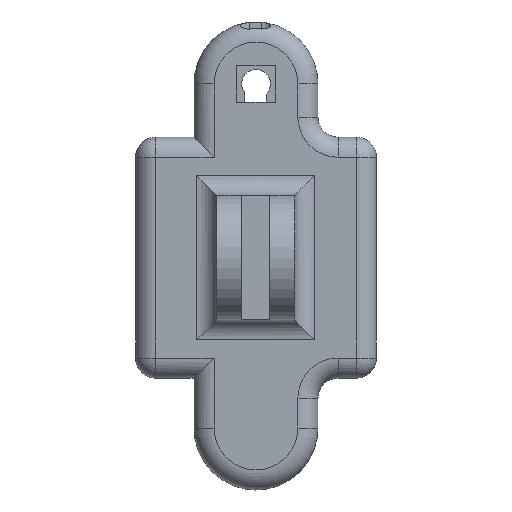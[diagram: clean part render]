
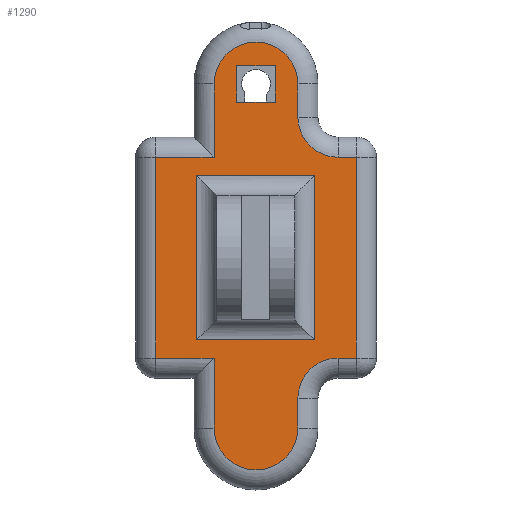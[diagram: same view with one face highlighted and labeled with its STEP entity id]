
A CAD part, front view. The second image highlights one B-rep face of the part: STEP entity #1290.
In plain terms, the highlighted planar face has unit normal (0, -1, 0).
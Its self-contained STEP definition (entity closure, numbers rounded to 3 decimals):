
#26=FACE_BOUND('',#252,.T.);
#27=FACE_BOUND('',#253,.T.);
#101=CIRCLE('',#1396,5.216);
#102=CIRCLE('',#1397,5.);
#103=CIRCLE('',#1398,5.);
#104=CIRCLE('',#1399,5.216);
#171=FACE_OUTER_BOUND('',#251,.T.);
#251=EDGE_LOOP('',(#991,#992,#993,#994,#995,#996,#997,#998,#999,#1000,#1001,
#1002,#1003,#1004));
#252=EDGE_LOOP('',(#1005,#1006,#1007,#1008));
#253=EDGE_LOOP('',(#1009,#1010,#1011,#1012));
#337=LINE('',#2115,#455);
#340=LINE('',#2120,#458);
#342=LINE('',#2124,#460);
#351=LINE('',#2142,#469);
#371=LINE('',#2188,#489);
#372=LINE('',#2192,#490);
#373=LINE('',#2196,#491);
#374=LINE('',#2198,#492);
#375=LINE('',#2200,#493);
#376=LINE('',#2204,#494);
#377=LINE('',#2208,#495);
#378=LINE('',#2210,#496);
#379=LINE('',#2212,#497);
#380=LINE('',#2213,#498);
#381=LINE('',#2216,#499);
#382=LINE('',#2218,#500);
#383=LINE('',#2220,#501);
#384=LINE('',#2221,#502);
#455=VECTOR('',#1581,10.);
#458=VECTOR('',#1586,10.);
#460=VECTOR('',#1590,10.);
#469=VECTOR('',#1609,10.);
#489=VECTOR('',#1643,10.);
#490=VECTOR('',#1646,10.);
#491=VECTOR('',#1649,10.);
#492=VECTOR('',#1650,10.);
#493=VECTOR('',#1651,10.);
#494=VECTOR('',#1654,10.);
#495=VECTOR('',#1657,10.);
#496=VECTOR('',#1658,10.);
#497=VECTOR('',#1659,10.);
#498=VECTOR('',#1660,10.);
#499=VECTOR('',#1661,10.);
#500=VECTOR('',#1662,10.);
#501=VECTOR('',#1663,10.);
#502=VECTOR('',#1664,10.);
#578=VERTEX_POINT('',#2113);
#579=VERTEX_POINT('',#2114);
#580=VERTEX_POINT('',#2119);
#581=VERTEX_POINT('',#2123);
#603=VERTEX_POINT('',#2186);
#604=VERTEX_POINT('',#2187);
#605=VERTEX_POINT('',#2189);
#606=VERTEX_POINT('',#2191);
#607=VERTEX_POINT('',#2193);
#608=VERTEX_POINT('',#2195);
#609=VERTEX_POINT('',#2197);
#610=VERTEX_POINT('',#2199);
#611=VERTEX_POINT('',#2201);
#612=VERTEX_POINT('',#2203);
#613=VERTEX_POINT('',#2205);
#614=VERTEX_POINT('',#2207);
#615=VERTEX_POINT('',#2209);
#616=VERTEX_POINT('',#2211);
#617=VERTEX_POINT('',#2214);
#618=VERTEX_POINT('',#2215);
#619=VERTEX_POINT('',#2217);
#620=VERTEX_POINT('',#2219);
#710=EDGE_CURVE('',#578,#579,#337,.T.);
#713=EDGE_CURVE('',#580,#578,#340,.T.);
#715=EDGE_CURVE('',#581,#580,#342,.T.);
#725=EDGE_CURVE('',#579,#581,#351,.T.);
#747=EDGE_CURVE('',#603,#604,#371,.T.);
#748=EDGE_CURVE('',#605,#603,#101,.T.);
#749=EDGE_CURVE('',#606,#605,#372,.T.);
#750=EDGE_CURVE('',#607,#606,#102,.T.);
#751=EDGE_CURVE('',#608,#607,#373,.T.);
#752=EDGE_CURVE('',#609,#608,#374,.T.);
#753=EDGE_CURVE('',#610,#609,#375,.T.);
#754=EDGE_CURVE('',#611,#610,#103,.T.);
#755=EDGE_CURVE('',#612,#611,#376,.T.);
#756=EDGE_CURVE('',#613,#612,#104,.T.);
#757=EDGE_CURVE('',#614,#613,#377,.T.);
#758=EDGE_CURVE('',#615,#614,#378,.T.);
#759=EDGE_CURVE('',#616,#615,#379,.T.);
#760=EDGE_CURVE('',#604,#616,#380,.T.);
#761=EDGE_CURVE('',#617,#618,#381,.T.);
#762=EDGE_CURVE('',#619,#617,#382,.T.);
#763=EDGE_CURVE('',#620,#619,#383,.T.);
#764=EDGE_CURVE('',#618,#620,#384,.T.);
#991=ORIENTED_EDGE('',*,*,#747,.F.);
#992=ORIENTED_EDGE('',*,*,#748,.F.);
#993=ORIENTED_EDGE('',*,*,#749,.F.);
#994=ORIENTED_EDGE('',*,*,#750,.F.);
#995=ORIENTED_EDGE('',*,*,#751,.F.);
#996=ORIENTED_EDGE('',*,*,#752,.F.);
#997=ORIENTED_EDGE('',*,*,#753,.F.);
#998=ORIENTED_EDGE('',*,*,#754,.F.);
#999=ORIENTED_EDGE('',*,*,#755,.F.);
#1000=ORIENTED_EDGE('',*,*,#756,.F.);
#1001=ORIENTED_EDGE('',*,*,#757,.F.);
#1002=ORIENTED_EDGE('',*,*,#758,.F.);
#1003=ORIENTED_EDGE('',*,*,#759,.F.);
#1004=ORIENTED_EDGE('',*,*,#760,.F.);
#1005=ORIENTED_EDGE('',*,*,#710,.T.);
#1006=ORIENTED_EDGE('',*,*,#725,.T.);
#1007=ORIENTED_EDGE('',*,*,#715,.T.);
#1008=ORIENTED_EDGE('',*,*,#713,.T.);
#1009=ORIENTED_EDGE('',*,*,#761,.F.);
#1010=ORIENTED_EDGE('',*,*,#762,.F.);
#1011=ORIENTED_EDGE('',*,*,#763,.F.);
#1012=ORIENTED_EDGE('',*,*,#764,.F.);
#1247=PLANE('',#1395);
#1290=ADVANCED_FACE('',(#171,#26,#27),#1247,.T.);
#1395=AXIS2_PLACEMENT_3D('',#2185,#1641,#1642);
#1396=AXIS2_PLACEMENT_3D('',#2190,#1644,#1645);
#1397=AXIS2_PLACEMENT_3D('',#2194,#1647,#1648);
#1398=AXIS2_PLACEMENT_3D('',#2202,#1652,#1653);
#1399=AXIS2_PLACEMENT_3D('',#2206,#1655,#1656);
#1581=DIRECTION('',(0.,0.,-1.));
#1586=DIRECTION('',(1.,0.,0.));
#1590=DIRECTION('',(0.,0.,1.));
#1609=DIRECTION('',(-1.,0.,0.));
#1641=DIRECTION('center_axis',(0.,-1.,0.));
#1642=DIRECTION('ref_axis',(1.,0.,0.));
#1643=DIRECTION('',(0.,0.,1.));
#1644=DIRECTION('center_axis',(0.,1.,0.));
#1645=DIRECTION('ref_axis',(0.,0.,
-1.));
#1646=DIRECTION('',(0.,0.,-1.));
#1647=DIRECTION('center_axis',(0.,-1.,0.));
#1648=DIRECTION('ref_axis',(-0.707,0.,0.707));
#1649=DIRECTION('',(-1.,0.,0.));
#1650=DIRECTION('',(0.,0.,-1.));
#1651=DIRECTION('',(1.,0.,0.));
#1652=DIRECTION('center_axis',(0.,-1.,0.));
#1653=DIRECTION('ref_axis',(-0.707,0.,-0.707));
#1654=DIRECTION('',(0.,0.,-1.));
#1655=DIRECTION('center_axis',(0.,1.,0.));
#1656=DIRECTION('ref_axis',(0.,0.,1.));
#1657=DIRECTION('',(0.,0.,1.));
#1658=DIRECTION('',(1.,0.,0.));
#1659=DIRECTION('',(0.,0.,1.));
#1660=DIRECTION('',(-1.,0.,0.));
#1661=DIRECTION('',(1.,0.,0.));
#1662=DIRECTION('',(0.,0.,-1.));
#1663=DIRECTION('',(-1.,0.,0.));
#1664=DIRECTION('',(0.,0.,1.));
#2113=CARTESIAN_POINT('',(2.459,-6.,23.878));
#2114=CARTESIAN_POINT('',(2.459,-6.,19.378));
#2115=CARTESIAN_POINT('',(2.459,-6.,11.939));
#2119=CARTESIAN_POINT('',(-2.341,-6.,23.878));
#2120=CARTESIAN_POINT('',(-1.17,-6.,23.878));
#2123=CARTESIAN_POINT('',(-2.341,-6.,19.378));
#2124=CARTESIAN_POINT('',(-2.341,-6.,9.689));
#2142=CARTESIAN_POINT('',(1.23,-6.,19.378));
#2185=CARTESIAN_POINT('Origin',(0.,-6.,0.));
#2186=CARTESIAN_POINT('',(-5.156,-6.,-21.211));
#2187=CARTESIAN_POINT('',(-5.156,-6.,-12.5));
#2188=CARTESIAN_POINT('',(-5.156,-6.,-7.5));
#2189=CARTESIAN_POINT('',(5.275,-6.,-21.211));
#2190=CARTESIAN_POINT('Origin',(0.059,-6.,-21.211));
#2191=CARTESIAN_POINT('',(5.275,-6.,-17.5));
#2192=CARTESIAN_POINT('',(5.275,-6.,-10.606));
#2193=CARTESIAN_POINT('',(10.275,-6.,-12.5));
#2194=CARTESIAN_POINT('Origin',(10.275,-6.,-17.5));
#2195=CARTESIAN_POINT('',(12.559,-6.,-12.5));
#2196=CARTESIAN_POINT('',(3.887,-6.,-12.5));
#2197=CARTESIAN_POINT('',(12.559,-6.,12.5));
#2198=CARTESIAN_POINT('',(12.559,-6.,-7.5));
#2199=CARTESIAN_POINT('',(10.275,-6.,12.5));
#2200=CARTESIAN_POINT('',(7.53,-6.,12.5));
#2201=CARTESIAN_POINT('',(5.275,-6.,17.5));
#2202=CARTESIAN_POINT('Origin',(10.275,-6.,17.5));
#2203=CARTESIAN_POINT('',(5.275,-6.,21.628));
#2204=CARTESIAN_POINT('',(5.275,-6.,7.5));
#2205=CARTESIAN_POINT('',(-5.156,-6.,21.628));
#2206=CARTESIAN_POINT('Origin',(0.059,-6.,21.628));
#2207=CARTESIAN_POINT('',(-5.156,-6.,12.5));
#2208=CARTESIAN_POINT('',(-5.156,-6.,10.814));
#2209=CARTESIAN_POINT('',(-12.441,-6.,12.5));
#2210=CARTESIAN_POINT('',(-3.828,-6.,12.5));
#2211=CARTESIAN_POINT('',(-12.441,-6.,-12.5));
#2212=CARTESIAN_POINT('',(-12.441,-6.,7.5));
#2213=CARTESIAN_POINT('',(-7.47,-6.,-12.5));
#2214=CARTESIAN_POINT('',(-7.357,-6.,-10.25));
#2215=CARTESIAN_POINT('',(7.357,-6.,-10.25));
#2216=CARTESIAN_POINT('',(0.878,-6.,-10.25));
#2217=CARTESIAN_POINT('',(-7.357,-6.,10.25));
#2218=CARTESIAN_POINT('',(-7.357,-6.,0.));
#2219=CARTESIAN_POINT('',(7.357,-6.,10.25));
#2220=CARTESIAN_POINT('',(0.878,-6.,10.25));
#2221=CARTESIAN_POINT('',(7.357,-6.,0.));
